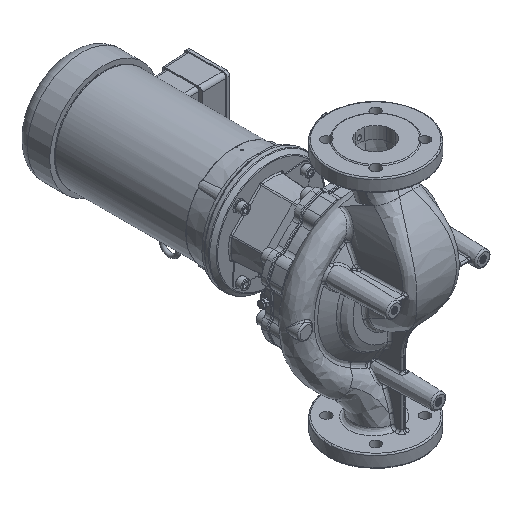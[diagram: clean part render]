
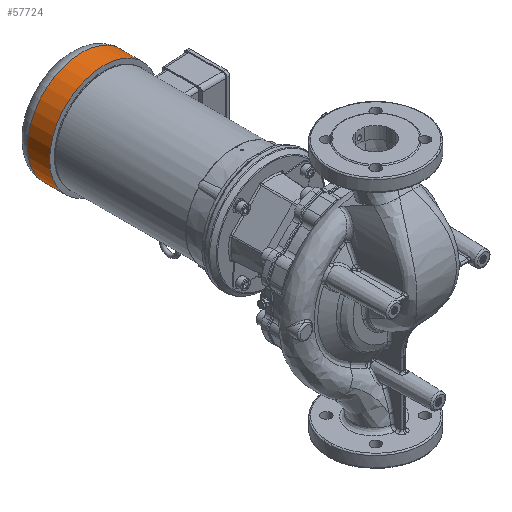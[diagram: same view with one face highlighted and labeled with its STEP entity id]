
A CAD part, isometric view. The second image highlights one B-rep face of the part: STEP entity #57724.
In plain terms, the highlighted cylindrical face has radius 109.164 mm (diameter 218.328 mm), a full revolution.
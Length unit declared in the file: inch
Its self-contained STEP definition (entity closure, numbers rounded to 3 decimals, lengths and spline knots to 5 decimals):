
#5347=CYLINDRICAL_SURFACE('',#63063,4.2978);
#8410=FACE_OUTER_BOUND('',#11745,.T.);
#11745=EDGE_LOOP('',(#51248,#51249,#51250,#51251,#51252,#51253));
#14191=CIRCLE('',#63061,4.2978);
#14192=CIRCLE('',#63062,4.2978);
#14193=CIRCLE('',#63064,4.2978);
#14194=CIRCLE('',#63065,4.2978);
#17900=LINE('',#179880,#21605);
#21605=VECTOR('',#77244,4.2978);
#27058=VERTEX_POINT('',#179873);
#27059=VERTEX_POINT('',#179875);
#27060=VERTEX_POINT('',#179879);
#27061=VERTEX_POINT('',#179881);
#35483=EDGE_CURVE('',#27059,#27058,#14191,.T.);
#35484=EDGE_CURVE('',#27058,#27059,#14192,.T.);
#35485=EDGE_CURVE('',#27058,#27060,#17900,.T.);
#35486=EDGE_CURVE('',#27060,#27061,#14193,.T.);
#35487=EDGE_CURVE('',#27061,#27060,#14194,.T.);
#51248=ORIENTED_EDGE('',*,*,#35483,.T.);
#51249=ORIENTED_EDGE('',*,*,#35485,.T.);
#51250=ORIENTED_EDGE('',*,*,#35486,.T.);
#51251=ORIENTED_EDGE('',*,*,#35487,.T.);
#51252=ORIENTED_EDGE('',*,*,#35485,.F.);
#51253=ORIENTED_EDGE('',*,*,#35484,.T.);
#57724=ADVANCED_FACE('',(#8410),#5347,.T.);
#63061=AXIS2_PLACEMENT_3D('',#179876,#77238,#77239);
#63062=AXIS2_PLACEMENT_3D('',#179877,#77240,#77241);
#63063=AXIS2_PLACEMENT_3D('',#179878,#77242,#77243);
#63064=AXIS2_PLACEMENT_3D('',#179882,#77245,#77246);
#63065=AXIS2_PLACEMENT_3D('',#179883,#77247,#77248);
#77238=DIRECTION('center_axis',(0.,-1.,0.));
#77239=DIRECTION('ref_axis',(1.,0.,0.));
#77240=DIRECTION('center_axis',(0.,-1.,0.));
#77241=DIRECTION('ref_axis',(1.,0.,0.));
#77242=DIRECTION('center_axis',(0.,1.,0.));
#77243=DIRECTION('ref_axis',(1.,0.,0.));
#77244=DIRECTION('',(0.,-1.,0.));
#77245=DIRECTION('center_axis',(0.,1.,0.));
#77246=DIRECTION('ref_axis',(1.,0.,0.));
#77247=DIRECTION('center_axis',(0.,1.,0.));
#77248=DIRECTION('ref_axis',(1.,0.,0.));
#179873=CARTESIAN_POINT('',(-4.2978,20.41662,0.));
#179875=CARTESIAN_POINT('',(4.2978,20.41662,0.));
#179876=CARTESIAN_POINT('Origin',(0.,20.41662,
0.));
#179877=CARTESIAN_POINT('Origin',(0.,20.41662,
0.));
#179878=CARTESIAN_POINT('Origin',(0.,18.66662,
0.));
#179879=CARTESIAN_POINT('',(-4.2978,18.66662,0.));
#179880=CARTESIAN_POINT('',(-4.2978,18.66662,0.));
#179881=CARTESIAN_POINT('',(4.2978,18.66662,0.));
#179882=CARTESIAN_POINT('Origin',(0.,18.66662,
0.));
#179883=CARTESIAN_POINT('Origin',(0.,18.66662,
0.));
